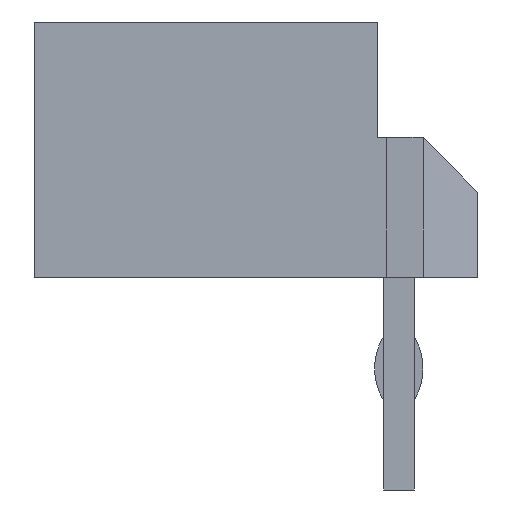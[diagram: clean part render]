
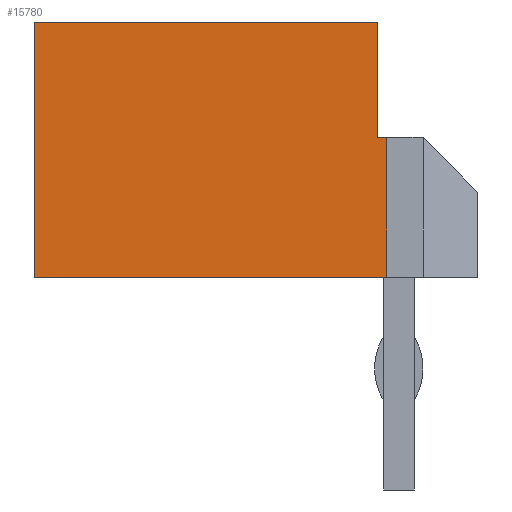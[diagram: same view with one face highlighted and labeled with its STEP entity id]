
A CAD part, left-side view. The second image highlights one B-rep face of the part: STEP entity #15780.
In plain terms, the highlighted planar face has unit normal (-1, 0, 0).
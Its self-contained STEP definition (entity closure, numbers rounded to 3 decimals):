
#368 = PLANE('',#369);
#369 = AXIS2_PLACEMENT_3D('',#370,#371,#372);
#370 = CARTESIAN_POINT('',(12.,-1.3,0.));
#371 = DIRECTION('',(0.,0.,-1.));
#372 = DIRECTION('',(-1.,0.,0.));
#1605 = PLANE('',#1606);
#1606 = AXIS2_PLACEMENT_3D('',#1607,#1608,#1609);
#1607 = CARTESIAN_POINT('',(5.,6.,2.1));
#1608 = DIRECTION('',(0.,1.,0.));
#1609 = DIRECTION('',(-1.,0.,0.));
#3107 = PLANE('',#3108);
#3108 = AXIS2_PLACEMENT_3D('',#3109,#3110,#3111);
#3109 = CARTESIAN_POINT('',(-2.,0.35,2.3));
#3110 = DIRECTION('',(0.,0.,-1.));
#3111 = DIRECTION('',(0.,-1.,0.));
#5491 = VERTEX_POINT('',#5492);
#5492 = CARTESIAN_POINT('',(-2.,0.2,2.3));
#5506 = PLANE('',#5507);
#5507 = AXIS2_PLACEMENT_3D('',#5508,#5509,#5510);
#5508 = CARTESIAN_POINT('',(-2.,0.2,0.));
#5509 = DIRECTION('',(0.,1.,0.));
#5510 = DIRECTION('',(1.,0.,0.));
#5518 = EDGE_CURVE('',#5519,#5491,#5521,.T.);
#5519 = VERTEX_POINT('',#5520);
#5520 = CARTESIAN_POINT('',(-2.,0.35,2.3));
#5521 = SURFACE_CURVE('',#5522,(#5526,#5533),.PCURVE_S1.);
#5522 = LINE('',#5523,#5524);
#5523 = CARTESIAN_POINT('',(-2.,0.35,2.3));
#5524 = VECTOR('',#5525,1.);
#5525 = DIRECTION('',(0.,-1.,0.));
#5526 = PCURVE('',#3107,#5527);
#5527 = DEFINITIONAL_REPRESENTATION('',(#5528),#5532);
#5528 = LINE('',#5529,#5530);
#5529 = CARTESIAN_POINT('',(0.,0.));
#5530 = VECTOR('',#5531,1.);
#5531 = DIRECTION('',(1.,0.));
#5532 = ( GEOMETRIC_REPRESENTATION_CONTEXT(2) 
PARAMETRIC_REPRESENTATION_CONTEXT() REPRESENTATION_CONTEXT('2D SPACE',''
  ) );
#5533 = PCURVE('',#5534,#5539);
#5534 = PLANE('',#5535);
#5535 = AXIS2_PLACEMENT_3D('',#5536,#5537,#5538);
#5536 = CARTESIAN_POINT('',(-2.,-1.3,0.));
#5537 = DIRECTION('',(-1.,0.,0.));
#5538 = DIRECTION('',(0.,0.,1.));
#5539 = DEFINITIONAL_REPRESENTATION('',(#5540),#5544);
#5540 = LINE('',#5541,#5542);
#5541 = CARTESIAN_POINT('',(2.3,1.65));
#5542 = VECTOR('',#5543,1.);
#5543 = DIRECTION('',(0.,-1.));
#5544 = ( GEOMETRIC_REPRESENTATION_CONTEXT(2) 
PARAMETRIC_REPRESENTATION_CONTEXT() REPRESENTATION_CONTEXT('2D SPACE',''
  ) );
#5562 = PLANE('',#5563);
#5563 = AXIS2_PLACEMENT_3D('',#5564,#5565,#5566);
#5564 = CARTESIAN_POINT('',(-2.,0.35,4.2));
#5565 = DIRECTION('',(0.,1.,0.));
#5566 = DIRECTION('',(0.,0.,-1.));
#7463 = PLANE('',#7464);
#7464 = AXIS2_PLACEMENT_3D('',#7465,#7466,#7467);
#7465 = CARTESIAN_POINT('',(-2.,-1.3,4.2));
#7466 = DIRECTION('',(0.,0.,1.));
#7467 = DIRECTION('',(1.,0.,0.));
#15133 = VERTEX_POINT('',#15134);
#15134 = CARTESIAN_POINT('',(-2.,6.,4.2));
#15155 = EDGE_CURVE('',#15156,#15133,#15158,.T.);
#15156 = VERTEX_POINT('',#15157);
#15157 = CARTESIAN_POINT('',(-2.,6.,0.));
#15158 = SURFACE_CURVE('',#15159,(#15163,#15170),.PCURVE_S1.);
#15159 = LINE('',#15160,#15161);
#15160 = CARTESIAN_POINT('',(-2.,6.,0.));
#15161 = VECTOR('',#15162,1.);
#15162 = DIRECTION('',(0.,0.,1.));
#15163 = PCURVE('',#1605,#15164);
#15164 = DEFINITIONAL_REPRESENTATION('',(#15165),#15169);
#15165 = LINE('',#15166,#15167);
#15166 = CARTESIAN_POINT('',(7.,-2.1));
#15167 = VECTOR('',#15168,1.);
#15168 = DIRECTION('',(0.,1.));
#15169 = ( GEOMETRIC_REPRESENTATION_CONTEXT(2) 
PARAMETRIC_REPRESENTATION_CONTEXT() REPRESENTATION_CONTEXT('2D SPACE',''
  ) );
#15170 = PCURVE('',#5534,#15171);
#15171 = DEFINITIONAL_REPRESENTATION('',(#15172),#15176);
#15172 = LINE('',#15173,#15174);
#15173 = CARTESIAN_POINT('',(0.,7.3));
#15174 = VECTOR('',#15175,1.);
#15175 = DIRECTION('',(1.,0.));
#15176 = ( GEOMETRIC_REPRESENTATION_CONTEXT(2) 
PARAMETRIC_REPRESENTATION_CONTEXT() REPRESENTATION_CONTEXT('2D SPACE',''
  ) );
#15442 = VERTEX_POINT('',#15443);
#15443 = CARTESIAN_POINT('',(-2.,0.2,0.));
#15579 = EDGE_CURVE('',#15442,#15156,#15580,.T.);
#15580 = SURFACE_CURVE('',#15581,(#15585,#15592),.PCURVE_S1.);
#15581 = LINE('',#15582,#15583);
#15582 = CARTESIAN_POINT('',(-2.,0.2,0.));
#15583 = VECTOR('',#15584,1.);
#15584 = DIRECTION('',(0.,1.,0.));
#15585 = PCURVE('',#368,#15586);
#15586 = DEFINITIONAL_REPRESENTATION('',(#15587),#15591);
#15587 = LINE('',#15588,#15589);
#15588 = CARTESIAN_POINT('',(14.,1.5));
#15589 = VECTOR('',#15590,1.);
#15590 = DIRECTION('',(0.,1.));
#15591 = ( GEOMETRIC_REPRESENTATION_CONTEXT(2) 
PARAMETRIC_REPRESENTATION_CONTEXT() REPRESENTATION_CONTEXT('2D SPACE',''
  ) );
#15592 = PCURVE('',#5534,#15593);
#15593 = DEFINITIONAL_REPRESENTATION('',(#15594),#15598);
#15594 = LINE('',#15595,#15596);
#15595 = CARTESIAN_POINT('',(0.,1.5));
#15596 = VECTOR('',#15597,1.);
#15597 = DIRECTION('',(0.,1.));
#15598 = ( GEOMETRIC_REPRESENTATION_CONTEXT(2) 
PARAMETRIC_REPRESENTATION_CONTEXT() REPRESENTATION_CONTEXT('2D SPACE',''
  ) );
#15736 = EDGE_CURVE('',#15737,#5519,#15739,.T.);
#15737 = VERTEX_POINT('',#15738);
#15738 = CARTESIAN_POINT('',(-2.,0.35,4.2));
#15739 = SURFACE_CURVE('',#15740,(#15744,#15751),.PCURVE_S1.);
#15740 = LINE('',#15741,#15742);
#15741 = CARTESIAN_POINT('',(-2.,0.35,4.2));
#15742 = VECTOR('',#15743,1.);
#15743 = DIRECTION('',(0.,0.,-1.));
#15744 = PCURVE('',#5562,#15745);
#15745 = DEFINITIONAL_REPRESENTATION('',(#15746),#15750);
#15746 = LINE('',#15747,#15748);
#15747 = CARTESIAN_POINT('',(0.,0.));
#15748 = VECTOR('',#15749,1.);
#15749 = DIRECTION('',(1.,0.));
#15750 = ( GEOMETRIC_REPRESENTATION_CONTEXT(2) 
PARAMETRIC_REPRESENTATION_CONTEXT() REPRESENTATION_CONTEXT('2D SPACE',''
  ) );
#15751 = PCURVE('',#5534,#15752);
#15752 = DEFINITIONAL_REPRESENTATION('',(#15753),#15757);
#15753 = LINE('',#15754,#15755);
#15754 = CARTESIAN_POINT('',(4.2,1.65));
#15755 = VECTOR('',#15756,1.);
#15756 = DIRECTION('',(-1.,0.));
#15757 = ( GEOMETRIC_REPRESENTATION_CONTEXT(2) 
PARAMETRIC_REPRESENTATION_CONTEXT() REPRESENTATION_CONTEXT('2D SPACE',''
  ) );
#15780 = ADVANCED_FACE('',(#15781),#5534,.T.);
#15781 = FACE_BOUND('',#15782,.F.);
#15782 = EDGE_LOOP('',(#15783,#15804,#15805,#15806,#15827,#15828));
#15783 = ORIENTED_EDGE('',*,*,#15784,.F.);
#15784 = EDGE_CURVE('',#15442,#5491,#15785,.T.);
#15785 = SURFACE_CURVE('',#15786,(#15790,#15797),.PCURVE_S1.);
#15786 = LINE('',#15787,#15788);
#15787 = CARTESIAN_POINT('',(-2.,0.2,0.));
#15788 = VECTOR('',#15789,1.);
#15789 = DIRECTION('',(0.,0.,1.));
#15790 = PCURVE('',#5534,#15791);
#15791 = DEFINITIONAL_REPRESENTATION('',(#15792),#15796);
#15792 = LINE('',#15793,#15794);
#15793 = CARTESIAN_POINT('',(0.,1.5));
#15794 = VECTOR('',#15795,1.);
#15795 = DIRECTION('',(1.,0.));
#15796 = ( GEOMETRIC_REPRESENTATION_CONTEXT(2) 
PARAMETRIC_REPRESENTATION_CONTEXT() REPRESENTATION_CONTEXT('2D SPACE',''
  ) );
#15797 = PCURVE('',#5506,#15798);
#15798 = DEFINITIONAL_REPRESENTATION('',(#15799),#15803);
#15799 = LINE('',#15800,#15801);
#15800 = CARTESIAN_POINT('',(0.,0.));
#15801 = VECTOR('',#15802,1.);
#15802 = DIRECTION('',(0.,-1.));
#15803 = ( GEOMETRIC_REPRESENTATION_CONTEXT(2) 
PARAMETRIC_REPRESENTATION_CONTEXT() REPRESENTATION_CONTEXT('2D SPACE',''
  ) );
#15804 = ORIENTED_EDGE('',*,*,#15579,.T.);
#15805 = ORIENTED_EDGE('',*,*,#15155,.T.);
#15806 = ORIENTED_EDGE('',*,*,#15807,.F.);
#15807 = EDGE_CURVE('',#15737,#15133,#15808,.T.);
#15808 = SURFACE_CURVE('',#15809,(#15813,#15820),.PCURVE_S1.);
#15809 = LINE('',#15810,#15811);
#15810 = CARTESIAN_POINT('',(-2.,0.35,4.2));
#15811 = VECTOR('',#15812,1.);
#15812 = DIRECTION('',(0.,1.,0.));
#15813 = PCURVE('',#5534,#15814);
#15814 = DEFINITIONAL_REPRESENTATION('',(#15815),#15819);
#15815 = LINE('',#15816,#15817);
#15816 = CARTESIAN_POINT('',(4.2,1.65));
#15817 = VECTOR('',#15818,1.);
#15818 = DIRECTION('',(0.,1.));
#15819 = ( GEOMETRIC_REPRESENTATION_CONTEXT(2) 
PARAMETRIC_REPRESENTATION_CONTEXT() REPRESENTATION_CONTEXT('2D SPACE',''
  ) );
#15820 = PCURVE('',#7463,#15821);
#15821 = DEFINITIONAL_REPRESENTATION('',(#15822),#15826);
#15822 = LINE('',#15823,#15824);
#15823 = CARTESIAN_POINT('',(0.,1.65));
#15824 = VECTOR('',#15825,1.);
#15825 = DIRECTION('',(0.,1.));
#15826 = ( GEOMETRIC_REPRESENTATION_CONTEXT(2) 
PARAMETRIC_REPRESENTATION_CONTEXT() REPRESENTATION_CONTEXT('2D SPACE',''
  ) );
#15827 = ORIENTED_EDGE('',*,*,#15736,.T.);
#15828 = ORIENTED_EDGE('',*,*,#5518,.T.);
